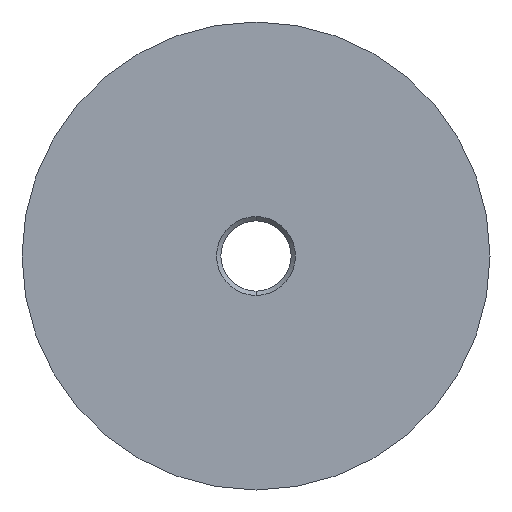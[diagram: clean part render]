
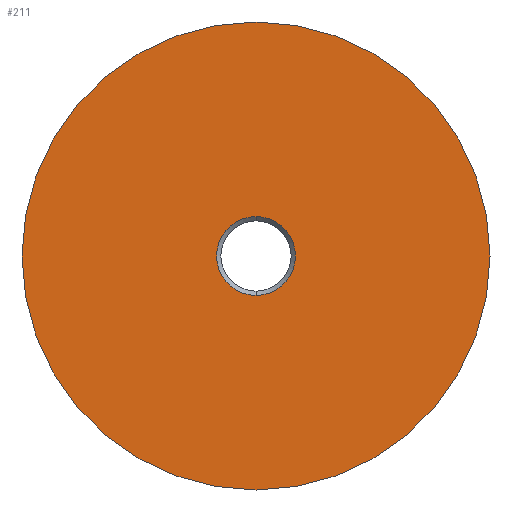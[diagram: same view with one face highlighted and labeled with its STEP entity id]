
A CAD part, left-side view. The second image highlights one B-rep face of the part: STEP entity #211.
In plain terms, the highlighted planar face has unit normal (-1, 0, 0).
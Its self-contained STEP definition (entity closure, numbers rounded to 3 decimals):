
#6 = CARTESIAN_POINT ( 'NONE',  ( -16.5, 0., -54. ) ) ;
#69 = ORIENTED_EDGE ( 'NONE', *, *, #982, .T. ) ;
#120 = DIRECTION ( 'NONE',  ( 1., 0., 0. ) ) ;
#211 = ADVANCED_FACE ( 'NONE', ( #1375, #1001 ), #1357, .T. ) ;
#222 = CARTESIAN_POINT ( 'NONE',  ( -16.5, 0., 54. ) ) ;
#239 = CARTESIAN_POINT ( 'NONE',  ( -16.5, 0., -9.1 ) ) ;
#249 = DIRECTION ( 'NONE',  ( 1., 0., 0. ) ) ;
#277 = EDGE_LOOP ( 'NONE', ( #730, #69 ) ) ;
#289 = EDGE_CURVE ( 'NONE', #1077, #938, #625, .T. ) ;
#370 = CIRCLE ( 'NONE', #574, 54. ) ;
#390 = ORIENTED_EDGE ( 'NONE', *, *, #289, .T. ) ;
#414 = CARTESIAN_POINT ( 'NONE',  ( -16.5, 0., 0. ) ) ;
#422 = VERTEX_POINT ( 'NONE', #6 ) ;
#440 = DIRECTION ( 'NONE',  ( -1., 0., 0. ) ) ;
#524 = DIRECTION ( 'NONE',  ( 0., 0., -1. ) ) ;
#541 = EDGE_CURVE ( 'NONE', #938, #1077, #1085, .T. ) ;
#574 = AXIS2_PLACEMENT_3D ( 'NONE', #414, #1151, #524 ) ;
#599 = CIRCLE ( 'NONE', #873, 54. ) ;
#615 = CARTESIAN_POINT ( 'NONE',  ( -16.5, 27., 0. ) ) ;
#625 = CIRCLE ( 'NONE', #768, 9.1 ) ;
#711 = DIRECTION ( 'NONE',  ( 0., 0., 1. ) ) ;
#730 = ORIENTED_EDGE ( 'NONE', *, *, #1159, .T. ) ;
#744 = CARTESIAN_POINT ( 'NONE',  ( -16.5, 0., 0. ) ) ;
#768 = AXIS2_PLACEMENT_3D ( 'NONE', #866, #249, #969 ) ;
#785 = ORIENTED_EDGE ( 'NONE', *, *, #541, .T. ) ;
#850 = DIRECTION ( 'NONE',  ( 0., 0., 1. ) ) ;
#866 = CARTESIAN_POINT ( 'NONE',  ( -16.5, 0., 0. ) ) ;
#873 = AXIS2_PLACEMENT_3D ( 'NONE', #1058, #440, #1172 ) ;
#938 = VERTEX_POINT ( 'NONE', #1136 ) ;
#969 = DIRECTION ( 'NONE',  ( 0., 0., 1. ) ) ;
#977 = AXIS2_PLACEMENT_3D ( 'NONE', #615, #1362, #711 ) ;
#982 = EDGE_CURVE ( 'NONE', #1266, #422, #599, .T. ) ;
#1001 = FACE_OUTER_BOUND ( 'NONE', #277, .T. ) ;
#1042 = EDGE_LOOP ( 'NONE', ( #785, #390 ) ) ;
#1058 = CARTESIAN_POINT ( 'NONE',  ( -16.5, 0., 0. ) ) ;
#1077 = VERTEX_POINT ( 'NONE', #239 ) ;
#1085 = CIRCLE ( 'NONE', #1323, 9.1 ) ;
#1136 = CARTESIAN_POINT ( 'NONE',  ( -16.5, 0., 9.1 ) ) ;
#1151 = DIRECTION ( 'NONE',  ( -1., 0., 0. ) ) ;
#1159 = EDGE_CURVE ( 'NONE', #422, #1266, #370, .T. ) ;
#1172 = DIRECTION ( 'NONE',  ( 0., 0., -1. ) ) ;
#1266 = VERTEX_POINT ( 'NONE', #222 ) ;
#1323 = AXIS2_PLACEMENT_3D ( 'NONE', #744, #120, #850 ) ;
#1357 = PLANE ( 'NONE',  #977 ) ;
#1362 = DIRECTION ( 'NONE',  ( -1., 0., 0. ) ) ;
#1375 = FACE_BOUND ( 'NONE', #1042, .T. ) ;
